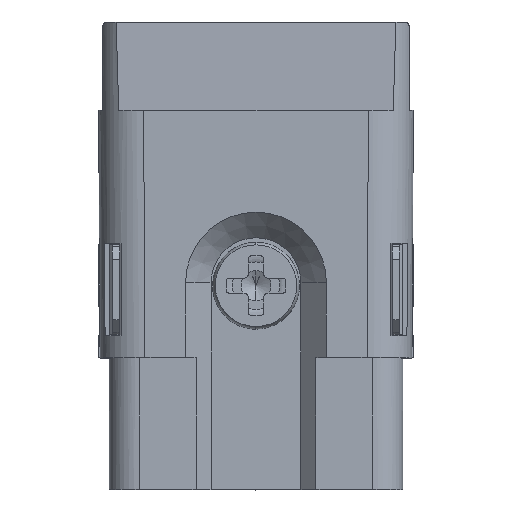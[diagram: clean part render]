
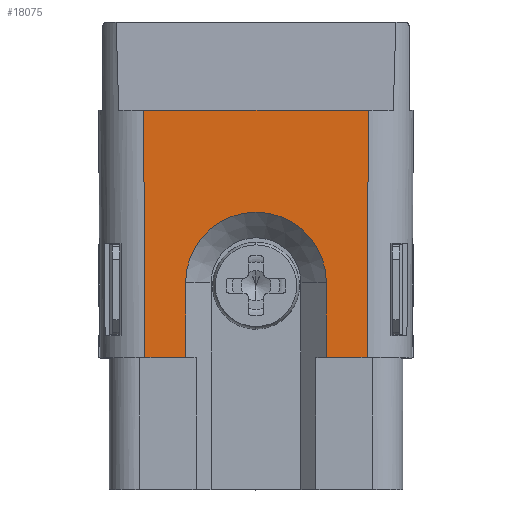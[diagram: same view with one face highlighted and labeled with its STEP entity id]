
A CAD part, top view. The second image highlights one B-rep face of the part: STEP entity #18075.
In plain terms, the highlighted planar face has unit normal (0, 0, 1).
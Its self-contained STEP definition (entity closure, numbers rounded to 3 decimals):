
#4368=CARTESIAN_POINT('',(-7.398,-16.487,
10.312));
#4373=DIRECTION('',(1.,0.,0.));
#4374=VECTOR('',#4373,2.714);
#4375=CARTESIAN_POINT('',(-7.398,-16.487,
10.312));
#4376=LINE('',#4375,#4374);
#4596=DIRECTION('',(-0.005,1.,0.));
#4597=VECTOR('',#4596,16.487);
#4598=CARTESIAN_POINT('',(-7.398,-16.487,
10.312));
#4599=LINE('',#4598,#4597);
#4603=DIRECTION('',(1.,0.,0.));
#4604=VECTOR('',#4603,15.);
#4605=CARTESIAN_POINT('',(-7.484,0.,
10.312));
#4606=LINE('',#4605,#4604);
#4610=DIRECTION('',(-0.005,-1.,0.));
#4611=VECTOR('',#4610,16.487);
#4612=CARTESIAN_POINT('',(7.516,0.,
10.312));
#4613=LINE('',#4612,#4611);
#4617=DIRECTION('',(0.,1.,0.));
#4618=VECTOR('',#4617,4.987);
#4619=CARTESIAN_POINT('',(4.716,-16.487,10.312));
#4620=LINE('',#4619,#4618);
#4624=CARTESIAN_POINT('',(0.016,-11.5,
10.312));
#4625=DIRECTION('',(0.,0.,1.));
#4626=DIRECTION('',(1.,0.,0.));
#4627=AXIS2_PLACEMENT_3D('',#4624,#4625,#4626);
#4632=CARTESIAN_POINT('',(-7.484,0.,
10.312));
#4758=DIRECTION('',(1.,0.,0.));
#4759=VECTOR('',#4758,2.714);
#4760=CARTESIAN_POINT('',(4.716,-16.487,10.312));
#4761=LINE('',#4760,#4759);
#5474=DIRECTION('',(0.,1.,0.));
#5475=VECTOR('',#5474,4.987);
#5476=CARTESIAN_POINT('',(-4.684,-16.487,
10.312));
#5477=LINE('',#5476,#5475);
#14006=CARTESIAN_POINT('',(4.716,-16.487,
10.312));
#14007=VERTEX_POINT('',#14006);
#14008=CARTESIAN_POINT('',(7.43,-16.487,
10.312));
#14009=VERTEX_POINT('',#14008);
#14014=VERTEX_POINT('',#4368);
#14015=CARTESIAN_POINT('',(-4.684,-16.487,
10.312));
#14016=VERTEX_POINT('',#14015);
#14193=VERTEX_POINT('',#4632);
#14239=CARTESIAN_POINT('',(7.516,0.,
10.312));
#14240=VERTEX_POINT('',#14239);
#14254=CARTESIAN_POINT('',(4.716,-11.5,
10.312));
#14255=VERTEX_POINT('',#14254);
#14256=CARTESIAN_POINT('',(-4.684,-11.5,
10.312));
#14257=VERTEX_POINT('',#14256);
#18055=CARTESIAN_POINT('',(0.016,-4.2,
10.312));
#18056=DIRECTION('',(0.,0.,1.));
#18057=DIRECTION('',(-1.,0.,0.));
#18058=AXIS2_PLACEMENT_3D('',#18055,#18056,#18057);
#18059=PLANE('',#18058);
#18060=ORIENTED_EDGE('',*,*,#15887,.T.);
#18062=ORIENTED_EDGE('',*,*,#18061,.T.);
#18063=ORIENTED_EDGE('',*,*,#16546,.T.);
#18065=ORIENTED_EDGE('',*,*,#18064,.F.);
#18067=ORIENTED_EDGE('',*,*,#18066,.T.);
#18069=ORIENTED_EDGE('',*,*,#18068,.T.);
#18071=ORIENTED_EDGE('',*,*,#18070,.F.);
#18072=ORIENTED_EDGE('',*,*,#17907,.F.);
#18073=EDGE_LOOP('',(#18060,#18062,#18063,#18065,#18067,#18069,#18071,#18072));
#18074=FACE_OUTER_BOUND('',#18073,.F.);
#4628=CIRCLE('',#4627,4.7);
#15887=EDGE_CURVE('',#14014,#14193,#4599,.T.);
#16546=EDGE_CURVE('',#14240,#14009,#4613,.T.);
#17907=EDGE_CURVE('',#14014,#14016,#4376,.T.);
#18061=EDGE_CURVE('',#14193,#14240,#4606,.T.);
#18064=EDGE_CURVE('',#14007,#14009,#4761,.T.);
#18066=EDGE_CURVE('',#14007,#14255,#4620,.T.);
#18068=EDGE_CURVE('',#14255,#14257,#4628,.T.);
#18070=EDGE_CURVE('',#14016,#14257,#5477,.T.);
#18075=ADVANCED_FACE('',(#18074),#18059,.T.);
